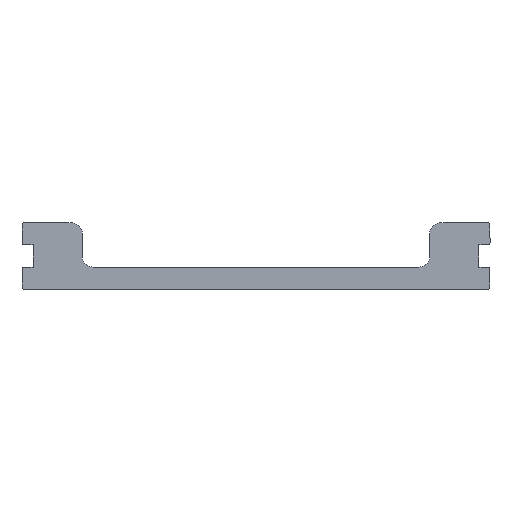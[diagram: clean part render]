
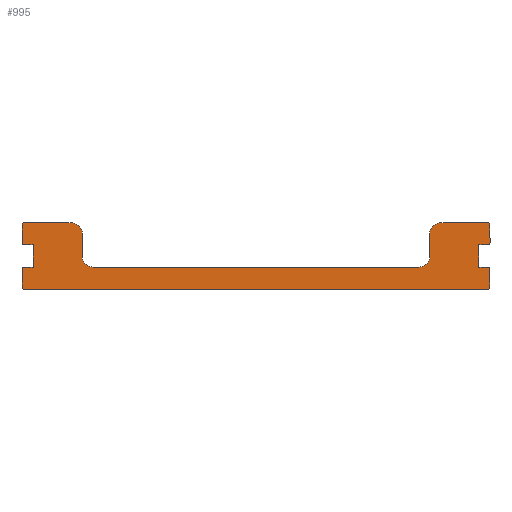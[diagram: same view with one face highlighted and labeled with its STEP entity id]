
A CAD part, top view. The second image highlights one B-rep face of the part: STEP entity #995.
In plain terms, the highlighted planar face has unit normal (0, 0, 1).
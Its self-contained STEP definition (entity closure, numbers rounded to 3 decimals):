
#73=CARTESIAN_POINT('',(209.0,0.0,3.0));
#74=VERTEX_POINT('',#73);
#75=CARTESIAN_POINT('',(1.0,0.0,3.0));
#76=VERTEX_POINT('',#75);
#77=CARTESIAN_POINT('',(209.0,0.0,3.0));
#78=DIRECTION('',(-1.0,0.0,0.0));
#79=VECTOR('',#78,208.);
#80=LINE('',#77,#79);
#81=EDGE_CURVE('',#74,#76,#80,.T.);
#113=CARTESIAN_POINT('',(0.,1.0,3.0));
#114=VERTEX_POINT('',#113);
#115=CARTESIAN_POINT('',(1.,1.0,3.0));
#116=DIRECTION('',(0.0,0.0,-1.0));
#117=DIRECTION('',(1.0,0.0,0.0));
#118=AXIS2_PLACEMENT_3D('',#115,#116,#117);
#119=CIRCLE('',#118,1.0);
#120=EDGE_CURVE('',#76,#114,#119,.T.);
#146=CARTESIAN_POINT('',(0.,9.,3.0));
#147=VERTEX_POINT('',#146);
#148=CARTESIAN_POINT('',(0.,1.0,3.0));
#149=DIRECTION('',(0.0,1.0,0.0));
#150=VECTOR('',#149,8.);
#151=LINE('',#148,#150);
#152=EDGE_CURVE('',#114,#147,#151,.T.);
#177=CARTESIAN_POINT('',(1.,10.0,3.0));
#178=VERTEX_POINT('',#177);
#179=CARTESIAN_POINT('',(1.,9.,3.0));
#180=DIRECTION('',(0.0,0.0,-1.0));
#181=DIRECTION('',(0.0,-1.0,0.0));
#182=AXIS2_PLACEMENT_3D('',#179,#180,#181);
#183=CIRCLE('',#182,1.);
#184=EDGE_CURVE('',#147,#178,#183,.T.);
#210=CARTESIAN_POINT('',(5.,10.,3.0));
#211=VERTEX_POINT('',#210);
#212=CARTESIAN_POINT('',(1.,10.0,3.0));
#213=DIRECTION('',(1.0,0.0,0.0));
#214=VECTOR('',#213,4.);
#215=LINE('',#212,#214);
#216=EDGE_CURVE('',#178,#211,#215,.T.);
#241=CARTESIAN_POINT('',(5.,20.0,3.0));
#242=VERTEX_POINT('',#241);
#243=CARTESIAN_POINT('',(5.,10.,3.0));
#244=DIRECTION('',(0.0,1.0,0.0));
#245=VECTOR('',#244,10.);
#246=LINE('',#243,#245);
#247=EDGE_CURVE('',#211,#242,#246,.T.);
#272=CARTESIAN_POINT('',(1.,20.0,3.0));
#273=VERTEX_POINT('',#272);
#274=CARTESIAN_POINT('',(5.,20.0,3.0));
#275=DIRECTION('',(-1.0,0.0,0.0));
#276=VECTOR('',#275,4.);
#277=LINE('',#274,#276);
#278=EDGE_CURVE('',#242,#273,#277,.T.);
#303=CARTESIAN_POINT('',(0.,21.0,3.0));
#304=VERTEX_POINT('',#303);
#305=CARTESIAN_POINT('',(1.,21.0,3.0));
#306=DIRECTION('',(0.0,0.0,-1.0));
#307=DIRECTION('',(1.0,0.0,0.0));
#308=AXIS2_PLACEMENT_3D('',#305,#306,#307);
#309=CIRCLE('',#308,1.);
#310=EDGE_CURVE('',#273,#304,#309,.T.);
#336=CARTESIAN_POINT('',(0.,29.0,3.0));
#337=VERTEX_POINT('',#336);
#338=CARTESIAN_POINT('',(0.,21.0,3.0));
#339=DIRECTION('',(0.0,1.0,0.0));
#340=VECTOR('',#339,8.0);
#341=LINE('',#338,#340);
#342=EDGE_CURVE('',#304,#337,#341,.T.);
#367=CARTESIAN_POINT('',(1.,30.,3.0));
#368=VERTEX_POINT('',#367);
#369=CARTESIAN_POINT('',(1.,29.0,3.0));
#370=DIRECTION('',(0.0,0.0,-1.0));
#371=DIRECTION('',(0.0,-1.0,0.0));
#372=AXIS2_PLACEMENT_3D('',#369,#370,#371);
#373=CIRCLE('',#372,1.);
#374=EDGE_CURVE('',#337,#368,#373,.T.);
#400=CARTESIAN_POINT('',(22.,30.,3.0));
#401=VERTEX_POINT('',#400);
#402=CARTESIAN_POINT('',(1.,30.,3.0));
#403=DIRECTION('',(1.0,0.0,0.0));
#404=VECTOR('',#403,21.);
#405=LINE('',#402,#404);
#406=EDGE_CURVE('',#368,#401,#405,.T.);
#431=CARTESIAN_POINT('',(27.,25.,3.0));
#432=VERTEX_POINT('',#431);
#433=CARTESIAN_POINT('',(22.,25.,3.0));
#434=DIRECTION('',(0.0,0.0,-1.0));
#435=DIRECTION('',(-1.0,0.0,0.0));
#436=AXIS2_PLACEMENT_3D('',#433,#434,#435);
#437=CIRCLE('',#436,5.);
#438=EDGE_CURVE('',#401,#432,#437,.T.);
#464=CARTESIAN_POINT('',(27.0,15.0,3.0));
#465=VERTEX_POINT('',#464);
#466=CARTESIAN_POINT('',(27.,25.,3.0));
#467=DIRECTION('',(0.0,-1.0,0.0));
#468=VECTOR('',#467,10.);
#469=LINE('',#466,#468);
#470=EDGE_CURVE('',#432,#465,#469,.T.);
#495=CARTESIAN_POINT('',(32.0,10.,3.0));
#496=VERTEX_POINT('',#495);
#497=CARTESIAN_POINT('',(32.0,15.,3.0));
#498=DIRECTION('',(0.0,0.0,1.0));
#499=DIRECTION('',(-1.0,0.0,0.0));
#500=AXIS2_PLACEMENT_3D('',#497,#498,#499);
#501=CIRCLE('',#500,5.);
#502=EDGE_CURVE('',#465,#496,#501,.T.);
#528=CARTESIAN_POINT('',(178.0,10.,3.0));
#529=VERTEX_POINT('',#528);
#530=CARTESIAN_POINT('',(32.0,10.,3.0));
#531=DIRECTION('',(1.0,0.0,0.0));
#532=VECTOR('',#531,146.0);
#533=LINE('',#530,#532);
#534=EDGE_CURVE('',#496,#529,#533,.T.);
#559=CARTESIAN_POINT('',(183.,15.,3.0));
#560=VERTEX_POINT('',#559);
#561=CARTESIAN_POINT('',(178.0,15.,3.0));
#562=DIRECTION('',(0.0,0.0,1.0));
#563=DIRECTION('',(0.0,-1.0,0.0));
#564=AXIS2_PLACEMENT_3D('',#561,#562,#563);
#565=CIRCLE('',#564,5.);
#566=EDGE_CURVE('',#529,#560,#565,.T.);
#592=CARTESIAN_POINT('',(183.,25.,3.0));
#593=VERTEX_POINT('',#592);
#594=CARTESIAN_POINT('',(183.,15.,3.0));
#595=DIRECTION('',(0.0,1.0,0.0));
#596=VECTOR('',#595,10.);
#597=LINE('',#594,#596);
#598=EDGE_CURVE('',#560,#593,#597,.T.);
#623=CARTESIAN_POINT('',(188.0,30.,3.0));
#624=VERTEX_POINT('',#623);
#625=CARTESIAN_POINT('',(188.0,25.,3.0));
#626=DIRECTION('',(0.0,0.0,-1.0));
#627=DIRECTION('',(0.0,-1.0,0.0));
#628=AXIS2_PLACEMENT_3D('',#625,#626,#627);
#629=CIRCLE('',#628,5.);
#630=EDGE_CURVE('',#593,#624,#629,.T.);
#656=CARTESIAN_POINT('',(209.0,30.,3.0));
#657=VERTEX_POINT('',#656);
#658=CARTESIAN_POINT('',(188.0,30.,3.0));
#659=DIRECTION('',(1.0,0.0,0.0));
#660=VECTOR('',#659,21.);
#661=LINE('',#658,#660);
#662=EDGE_CURVE('',#624,#657,#661,.T.);
#687=CARTESIAN_POINT('',(210.0,29.,3.0));
#688=VERTEX_POINT('',#687);
#689=CARTESIAN_POINT('',(209.0,29.,3.0));
#690=DIRECTION('',(0.0,0.0,-1.0));
#691=DIRECTION('',(-1.0,0.0,0.0));
#692=AXIS2_PLACEMENT_3D('',#689,#690,#691);
#693=CIRCLE('',#692,1.);
#694=EDGE_CURVE('',#657,#688,#693,.T.);
#720=CARTESIAN_POINT('',(210.,21.0,3.0));
#721=VERTEX_POINT('',#720);
#722=CARTESIAN_POINT('',(210.0,29.,3.0));
#723=DIRECTION('',(0.0,-1.0,0.0));
#724=VECTOR('',#723,8.);
#725=LINE('',#722,#724);
#726=EDGE_CURVE('',#688,#721,#725,.T.);
#751=CARTESIAN_POINT('',(209.0,20.,3.0));
#752=VERTEX_POINT('',#751);
#753=CARTESIAN_POINT('',(209.0,21.0,3.0));
#754=DIRECTION('',(0.0,0.0,-1.0));
#755=DIRECTION('',(0.0,1.0,0.0));
#756=AXIS2_PLACEMENT_3D('',#753,#754,#755);
#757=CIRCLE('',#756,1.);
#758=EDGE_CURVE('',#721,#752,#757,.T.);
#784=CARTESIAN_POINT('',(205.0,20.,3.0));
#785=VERTEX_POINT('',#784);
#786=CARTESIAN_POINT('',(209.0,20.,3.0));
#787=DIRECTION('',(-1.0,0.0,0.0));
#788=VECTOR('',#787,4.0);
#789=LINE('',#786,#788);
#790=EDGE_CURVE('',#752,#785,#789,.T.);
#815=CARTESIAN_POINT('',(205.0,10.0,3.0));
#816=VERTEX_POINT('',#815);
#817=CARTESIAN_POINT('',(205.0,20.,3.0));
#818=DIRECTION('',(0.0,-1.0,0.0));
#819=VECTOR('',#818,10.);
#820=LINE('',#817,#819);
#821=EDGE_CURVE('',#785,#816,#820,.T.);
#846=CARTESIAN_POINT('',(209.0,10.,3.0));
#847=VERTEX_POINT('',#846);
#848=CARTESIAN_POINT('',(205.0,10.0,3.0));
#849=DIRECTION('',(1.0,0.0,0.0));
#850=VECTOR('',#849,4.0);
#851=LINE('',#848,#850);
#852=EDGE_CURVE('',#816,#847,#851,.T.);
#877=CARTESIAN_POINT('',(210.0,9.,3.0));
#878=VERTEX_POINT('',#877);
#879=CARTESIAN_POINT('',(209.0,9.,3.0));
#880=DIRECTION('',(0.0,0.0,-1.0));
#881=DIRECTION('',(-1.0,0.0,0.0));
#882=AXIS2_PLACEMENT_3D('',#879,#880,#881);
#883=CIRCLE('',#882,1.);
#884=EDGE_CURVE('',#847,#878,#883,.T.);
#910=CARTESIAN_POINT('',(210.0,1.0,3.0));
#911=VERTEX_POINT('',#910);
#912=CARTESIAN_POINT('',(210.0,9.,3.0));
#913=DIRECTION('',(0.0,-1.0,0.0));
#914=VECTOR('',#913,8.);
#915=LINE('',#912,#914);
#916=EDGE_CURVE('',#878,#911,#915,.T.);
#941=CARTESIAN_POINT('',(209.0,1.0,3.0));
#942=DIRECTION('',(0.0,0.0,-1.0));
#943=DIRECTION('',(0.0,1.0,0.0));
#944=AXIS2_PLACEMENT_3D('',#941,#942,#943);
#945=CIRCLE('',#944,1.0);
#946=EDGE_CURVE('',#911,#74,#945,.T.);
#960=CARTESIAN_POINT('',(105.,9.388,3.0));
#961=DIRECTION('',(0.0,0.0,1.0));
#962=DIRECTION('',(1.0,0.0,0.0));
#963=AXIS2_PLACEMENT_3D('',#960,#961,#962);
#964=PLANE('',#963);
#965=ORIENTED_EDGE('',*,*,#81,.F.);
#966=ORIENTED_EDGE('',*,*,#946,.F.);
#967=ORIENTED_EDGE('',*,*,#916,.F.);
#968=ORIENTED_EDGE('',*,*,#884,.F.);
#969=ORIENTED_EDGE('',*,*,#852,.F.);
#970=ORIENTED_EDGE('',*,*,#821,.F.);
#971=ORIENTED_EDGE('',*,*,#790,.F.);
#972=ORIENTED_EDGE('',*,*,#758,.F.);
#973=ORIENTED_EDGE('',*,*,#726,.F.);
#974=ORIENTED_EDGE('',*,*,#694,.F.);
#975=ORIENTED_EDGE('',*,*,#662,.F.);
#976=ORIENTED_EDGE('',*,*,#630,.F.);
#977=ORIENTED_EDGE('',*,*,#598,.F.);
#978=ORIENTED_EDGE('',*,*,#566,.F.);
#979=ORIENTED_EDGE('',*,*,#534,.F.);
#980=ORIENTED_EDGE('',*,*,#502,.F.);
#981=ORIENTED_EDGE('',*,*,#470,.F.);
#982=ORIENTED_EDGE('',*,*,#438,.F.);
#983=ORIENTED_EDGE('',*,*,#406,.F.);
#984=ORIENTED_EDGE('',*,*,#374,.F.);
#985=ORIENTED_EDGE('',*,*,#342,.F.);
#986=ORIENTED_EDGE('',*,*,#310,.F.);
#987=ORIENTED_EDGE('',*,*,#278,.F.);
#988=ORIENTED_EDGE('',*,*,#247,.F.);
#989=ORIENTED_EDGE('',*,*,#216,.F.);
#990=ORIENTED_EDGE('',*,*,#184,.F.);
#991=ORIENTED_EDGE('',*,*,#152,.F.);
#992=ORIENTED_EDGE('',*,*,#120,.F.);
#993=EDGE_LOOP('',(#965,#966,#967,#968,#969,#970,#971,#972,#973,#974,#975,#976,#977,#978,#979,#980,#981,#982,#983,#984,#985,#986,#987,#988,#989,#990,#991,#992));
#994=FACE_OUTER_BOUND('',#993,.T.);
#995=ADVANCED_FACE('',(#994),#964,.T.);
